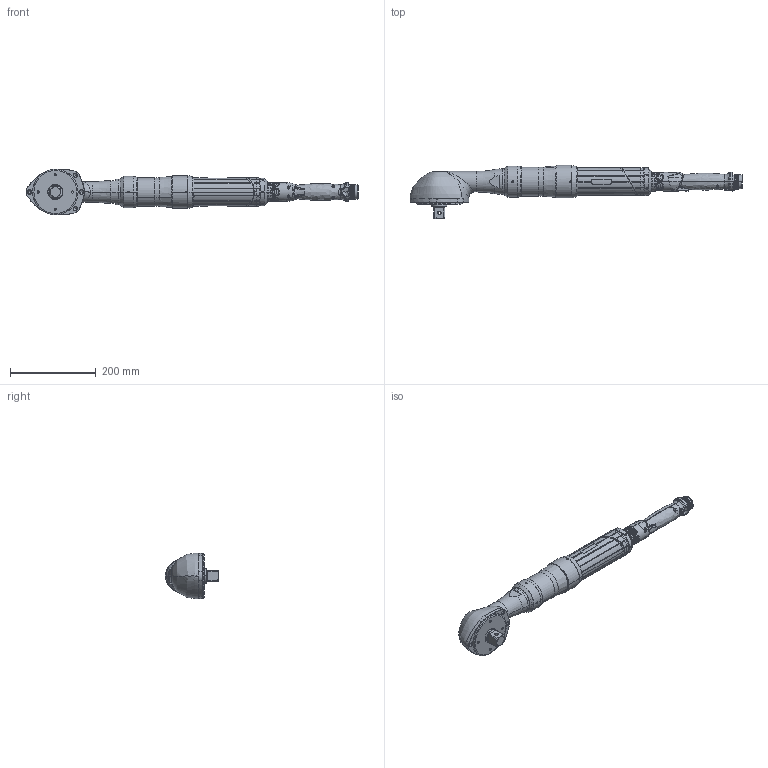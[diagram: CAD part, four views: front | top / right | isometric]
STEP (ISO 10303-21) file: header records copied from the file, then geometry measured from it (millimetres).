
FILE_DESCRIPTION((''),'2;1');
FILE_NAME('6151656860','2016-03-15T',('greextsd'),(''),'CREO PARAMETRIC BY PTC INC, 2015380','CREO PARAMETRIC BY PTC INC, 2015380','');
FILE_SCHEMA(('CONFIG_CONTROL_DESIGN'));
Products named in the file (1): 6151656860
Bounding box: 774.1 x 124.1 x 106.99 mm (x, y, z)
Volume: 953337.9 mm3; surface area: 368551.4 mm2
Topology: 7 solids, 9 shells, 2401 faces, 6140 edges, 3780 vertices
Faces by surface type: cylinder 823, bspline 647, plane 421, cone 305, torus 115, extrusion 85, sphere 5
Entity records: 143928 total; most frequent: CARTESIAN_POINT 92372, ORIENTED_EDGE 12198, DIRECTION 8620, EDGE_CURVE 6099, VERTEX_POINT 3779, AXIS2_PLACEMENT_3D 3412, B_SPLINE_CURVE_WITH_KNOTS 2730, EDGE_LOOP 2542
